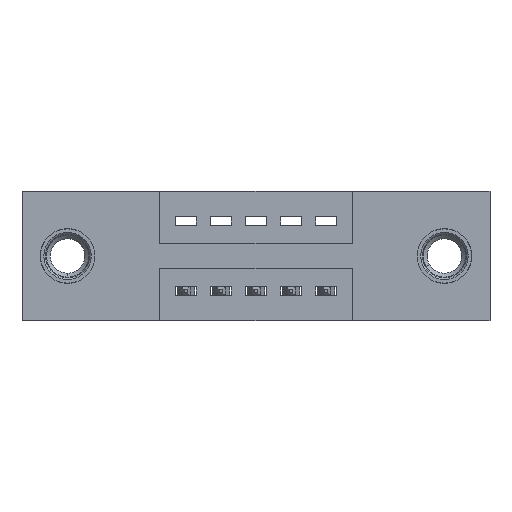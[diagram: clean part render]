
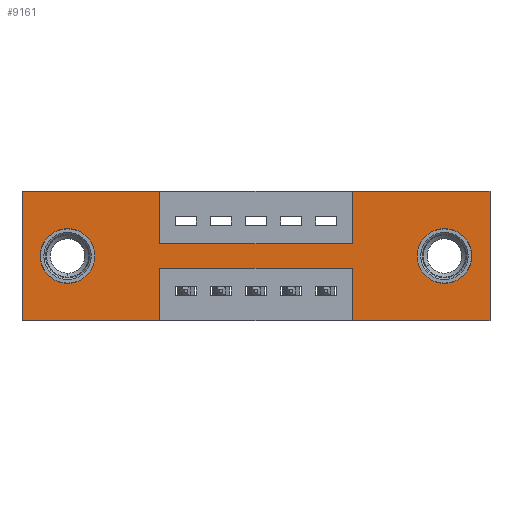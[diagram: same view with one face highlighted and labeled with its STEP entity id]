
A CAD part, front view. The second image highlights one B-rep face of the part: STEP entity #9161.
In plain terms, the highlighted planar face has unit normal (0, -1, 0).
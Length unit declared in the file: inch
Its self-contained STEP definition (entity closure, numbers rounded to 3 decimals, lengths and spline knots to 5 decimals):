
#105 = CARTESIAN_POINT ( 'NONE',  ( 0., 0., 0. ) ) ;
#149 = ORIENTED_EDGE ( 'NONE', *, *, #834, .T. ) ;
#174 = AXIS2_PLACEMENT_3D ( 'NONE', #9656, #3453, #439 ) ;
#306 = DIRECTION ( 'NONE',  ( 0., 1., 0. ) ) ;
#345 = CARTESIAN_POINT ( 'NONE',  ( 1.205, 0., -0.185 ) ) ;
#395 = AXIS2_PLACEMENT_3D ( 'NONE', #2138, #5105, #2912 ) ;
#439 = DIRECTION ( 'NONE',  ( 0., 0., -1. ) ) ;
#472 = EDGE_CURVE ( 'NONE', #2402, #9506, #4960, .T. ) ;
#533 = ORIENTED_EDGE ( 'NONE', *, *, #6620, .F. ) ;
#549 = VECTOR ( 'NONE', #3338, 39.37008 ) ;
#557 = VERTEX_POINT ( 'NONE', #4018 ) ;
#666 = ORIENTED_EDGE ( 'NONE', *, *, #9524, .F. ) ;
#805 = VECTOR ( 'NONE', #1757, 39.37008 ) ;
#834 = EDGE_CURVE ( 'NONE', #8014, #1128, #4471, .T. ) ;
#901 = CARTESIAN_POINT ( 'NONE',  ( 1.205, 0., -0.107 ) ) ;
#1057 = EDGE_CURVE ( 'NONE', #9208, #1176, #4462, .T. ) ;
#1087 = DIRECTION ( 'NONE',  ( 1., 0., 0. ) ) ;
#1128 = VERTEX_POINT ( 'NONE', #901 ) ;
#1151 = LINE ( 'NONE', #1186, #8443 ) ;
#1162 = CARTESIAN_POINT ( 'NONE',  ( 0., 0., -0.37 ) ) ;
#1176 = VERTEX_POINT ( 'NONE', #105 ) ;
#1186 = CARTESIAN_POINT ( 'NONE',  ( 0., 0., 0. ) ) ;
#1208 = VECTOR ( 'NONE', #8547, 39.37008 ) ;
#1225 = VECTOR ( 'NONE', #4381, 39.37008 ) ;
#1258 = VECTOR ( 'NONE', #3975, 39.37008 ) ;
#1366 = CARTESIAN_POINT ( 'NONE',  ( 0.13, 0., -0.185 ) ) ;
#1403 = DIRECTION ( 'NONE',  ( 0., 0., 1. ) ) ;
#1757 = DIRECTION ( 'NONE',  ( 0., 0., -1. ) ) ;
#1783 = CIRCLE ( 'NONE', #4542, 0.078 ) ;
#1812 = EDGE_CURVE ( 'NONE', #3531, #9208, #5631, .T. ) ;
#2003 = CIRCLE ( 'NONE', #395, 0.078 ) ;
#2036 = DIRECTION ( 'NONE',  ( 0., 1., 0. ) ) ;
#2039 = DIRECTION ( 'NONE',  ( 0., 0., 1. ) ) ;
#2052 = AXIS2_PLACEMENT_3D ( 'NONE', #1366, #2036, #9813 ) ;
#2087 = DIRECTION ( 'NONE',  ( 0., -1., 0. ) ) ;
#2138 = CARTESIAN_POINT ( 'NONE',  ( 0.13, 0., -0.185 ) ) ;
#2147 = CARTESIAN_POINT ( 'NONE',  ( 1.205, 0., -0.263 ) ) ;
#2311 = VECTOR ( 'NONE', #1403, 39.37008 ) ;
#2402 = VERTEX_POINT ( 'NONE', #9916 ) ;
#2521 = CARTESIAN_POINT ( 'NONE',  ( 0.3925, 0., -0.15 ) ) ;
#2568 = CARTESIAN_POINT ( 'NONE',  ( 1.335, 0., -0.37 ) ) ;
#2587 = FACE_BOUND ( 'NONE', #7285, .T. ) ;
#2661 = EDGE_CURVE ( 'NONE', #9093, #7507, #8777, .T. ) ;
#2912 = DIRECTION ( 'NONE',  ( 0., 0., 1. ) ) ;
#2917 = VERTEX_POINT ( 'NONE', #6267 ) ;
#2949 = ORIENTED_EDGE ( 'NONE', *, *, #6751, .F. ) ;
#3083 = CARTESIAN_POINT ( 'NONE',  ( 0.13, 0., -0.107 ) ) ;
#3105 = ORIENTED_EDGE ( 'NONE', *, *, #3608, .T. ) ;
#3338 = DIRECTION ( 'NONE',  ( -1., 0., 0. ) ) ;
#3389 = DIRECTION ( 'NONE',  ( 0., 0., -1. ) ) ;
#3424 = LINE ( 'NONE', #8871, #9073 ) ;
#3453 = DIRECTION ( 'NONE',  ( 0., 1., 0. ) ) ;
#3487 = LINE ( 'NONE', #2521, #1208 ) ;
#3509 = AXIS2_PLACEMENT_3D ( 'NONE', #7574, #2087, #5989 ) ;
#3531 = VERTEX_POINT ( 'NONE', #6591 ) ;
#3608 = EDGE_CURVE ( 'NONE', #1128, #8014, #1783, .T. ) ;
#3649 = ORIENTED_EDGE ( 'NONE', *, *, #2661, .T. ) ;
#3651 = DIRECTION ( 'NONE',  ( 1., 0., 0. ) ) ;
#3920 = CARTESIAN_POINT ( 'NONE',  ( 0.3925, 0., -0.22 ) ) ;
#3975 = DIRECTION ( 'NONE',  ( -1., 0., 0. ) ) ;
#4011 = FACE_OUTER_BOUND ( 'NONE', #9930, .T. ) ;
#4018 = CARTESIAN_POINT ( 'NONE',  ( 0.9425, 0., -0.37 ) ) ;
#4242 = CARTESIAN_POINT ( 'NONE',  ( 0.3925, 0., -0.22 ) ) ;
#4288 = EDGE_CURVE ( 'NONE', #7507, #9093, #2003, .T. ) ;
#4342 = EDGE_CURVE ( 'NONE', #2917, #7762, #4868, .T. ) ;
#4375 = VERTEX_POINT ( 'NONE', #4407 ) ;
#4381 = DIRECTION ( 'NONE',  ( -1., 0., 0. ) ) ;
#4407 = CARTESIAN_POINT ( 'NONE',  ( 0.3925, 0., 0. ) ) ;
#4455 = CARTESIAN_POINT ( 'NONE',  ( 0.13, 0., -0.263 ) ) ;
#4462 = LINE ( 'NONE', #7530, #2311 ) ;
#4471 = CIRCLE ( 'NONE', #174, 0.078 ) ;
#4521 = LINE ( 'NONE', #9422, #805 ) ;
#4528 = ORIENTED_EDGE ( 'NONE', *, *, #9525, .F. ) ;
#4542 = AXIS2_PLACEMENT_3D ( 'NONE', #345, #306, #5635 ) ;
#4550 = CARTESIAN_POINT ( 'NONE',  ( 1.335, 0., 0. ) ) ;
#4615 = VERTEX_POINT ( 'NONE', #2568 ) ;
#4704 = VERTEX_POINT ( 'NONE', #7987 ) ;
#4750 = VECTOR ( 'NONE', #2039, 39.37008 ) ;
#4763 = ORIENTED_EDGE ( 'NONE', *, *, #7686, .F. ) ;
#4764 = VECTOR ( 'NONE', #9576, 39.37008 ) ;
#4865 = EDGE_LOOP ( 'NONE', ( #6275, #3649 ) ) ;
#4868 = LINE ( 'NONE', #5065, #4750 ) ;
#4960 = LINE ( 'NONE', #3920, #1258 ) ;
#5065 = CARTESIAN_POINT ( 'NONE',  ( 0.9425, 0., 0. ) ) ;
#5105 = DIRECTION ( 'NONE',  ( 0., 1., 0. ) ) ;
#5226 = PLANE ( 'NONE',  #3509 ) ;
#5320 = FACE_BOUND ( 'NONE', #4865, .T. ) ;
#5402 = CARTESIAN_POINT ( 'NONE',  ( 0., 0., -0.37 ) ) ;
#5631 = LINE ( 'NONE', #9858, #1225 ) ;
#5635 = DIRECTION ( 'NONE',  ( 0., 0., -1. ) ) ;
#5641 = DIRECTION ( 'NONE',  ( 0., 0., -1. ) ) ;
#5687 = CARTESIAN_POINT ( 'NONE',  ( 0.9425, 0., -0.37 ) ) ;
#5763 = ORIENTED_EDGE ( 'NONE', *, *, #472, .F. ) ;
#5798 = VECTOR ( 'NONE', #5641, 39.37008 ) ;
#5989 = DIRECTION ( 'NONE',  ( 0., 0., -1. ) ) ;
#6088 = ORIENTED_EDGE ( 'NONE', *, *, #4342, .F. ) ;
#6267 = CARTESIAN_POINT ( 'NONE',  ( 0.9425, 0., -0.15 ) ) ;
#6275 = ORIENTED_EDGE ( 'NONE', *, *, #4288, .T. ) ;
#6372 = EDGE_CURVE ( 'NONE', #4375, #4704, #8838, .T. ) ;
#6591 = CARTESIAN_POINT ( 'NONE',  ( 0.3925, 0., -0.37 ) ) ;
#6620 = EDGE_CURVE ( 'NONE', #1176, #4375, #9074, .T. ) ;
#6637 = ORIENTED_EDGE ( 'NONE', *, *, #1057, .F. ) ;
#6751 = EDGE_CURVE ( 'NONE', #4704, #2917, #3487, .T. ) ;
#6861 = VERTEX_POINT ( 'NONE', #4550 ) ;
#6991 = ORIENTED_EDGE ( 'NONE', *, *, #1812, .F. ) ;
#7154 = LINE ( 'NONE', #5687, #4764 ) ;
#7285 = EDGE_LOOP ( 'NONE', ( #3105, #149 ) ) ;
#7503 = CARTESIAN_POINT ( 'NONE',  ( 0., 0., 0. ) ) ;
#7507 = VERTEX_POINT ( 'NONE', #3083 ) ;
#7530 = CARTESIAN_POINT ( 'NONE',  ( 0., 0., 0. ) ) ;
#7574 = CARTESIAN_POINT ( 'NONE',  ( 0., 0., -0.37 ) ) ;
#7686 = EDGE_CURVE ( 'NONE', #557, #2402, #7154, .T. ) ;
#7706 = EDGE_CURVE ( 'NONE', #6861, #4615, #4521, .T. ) ;
#7762 = VERTEX_POINT ( 'NONE', #9322 ) ;
#7976 = CARTESIAN_POINT ( 'NONE',  ( 0.3925, 0., 0. ) ) ;
#7987 = CARTESIAN_POINT ( 'NONE',  ( 0.3925, 0., -0.15 ) ) ;
#8014 = VERTEX_POINT ( 'NONE', #2147 ) ;
#8443 = VECTOR ( 'NONE', #1087, 39.37008 ) ;
#8471 = ORIENTED_EDGE ( 'NONE', *, *, #6372, .F. ) ;
#8491 = ORIENTED_EDGE ( 'NONE', *, *, #8873, .F. ) ;
#8547 = DIRECTION ( 'NONE',  ( 1., 0., 0. ) ) ;
#8777 = CIRCLE ( 'NONE', #2052, 0.078 ) ;
#8838 = LINE ( 'NONE', #7976, #5798 ) ;
#8871 = CARTESIAN_POINT ( 'NONE',  ( 0.3925, 0., -0.37 ) ) ;
#8873 = EDGE_CURVE ( 'NONE', #4615, #557, #9082, .T. ) ;
#9073 = VECTOR ( 'NONE', #3389, 39.37008 ) ;
#9074 = LINE ( 'NONE', #7503, #9168 ) ;
#9082 = LINE ( 'NONE', #1162, #549 ) ;
#9093 = VERTEX_POINT ( 'NONE', #4455 ) ;
#9161 = ADVANCED_FACE ( 'NONE', ( #2587, #5320, #4011 ), #5226, .T. ) ;
#9168 = VECTOR ( 'NONE', #3651, 39.37008 ) ;
#9208 = VERTEX_POINT ( 'NONE', #5402 ) ;
#9322 = CARTESIAN_POINT ( 'NONE',  ( 0.9425, 0., 0. ) ) ;
#9422 = CARTESIAN_POINT ( 'NONE',  ( 1.335, 0., 0. ) ) ;
#9506 = VERTEX_POINT ( 'NONE', #4242 ) ;
#9524 = EDGE_CURVE ( 'NONE', #7762, #6861, #1151, .T. ) ;
#9525 = EDGE_CURVE ( 'NONE', #9506, #3531, #3424, .T. ) ;
#9576 = DIRECTION ( 'NONE',  ( 0., 0., 1. ) ) ;
#9656 = CARTESIAN_POINT ( 'NONE',  ( 1.205, 0., -0.185 ) ) ;
#9813 = DIRECTION ( 'NONE',  ( 0., 0., 1. ) ) ;
#9858 = CARTESIAN_POINT ( 'NONE',  ( 0., 0., -0.37 ) ) ;
#9910 = ORIENTED_EDGE ( 'NONE', *, *, #7706, .F. ) ;
#9916 = CARTESIAN_POINT ( 'NONE',  ( 0.9425, 0., -0.22 ) ) ;
#9930 = EDGE_LOOP ( 'NONE', ( #4528, #5763, #4763, #8491, #9910, #666, #6088, #2949, #8471, #533, #6637, #6991 ) ) ;
